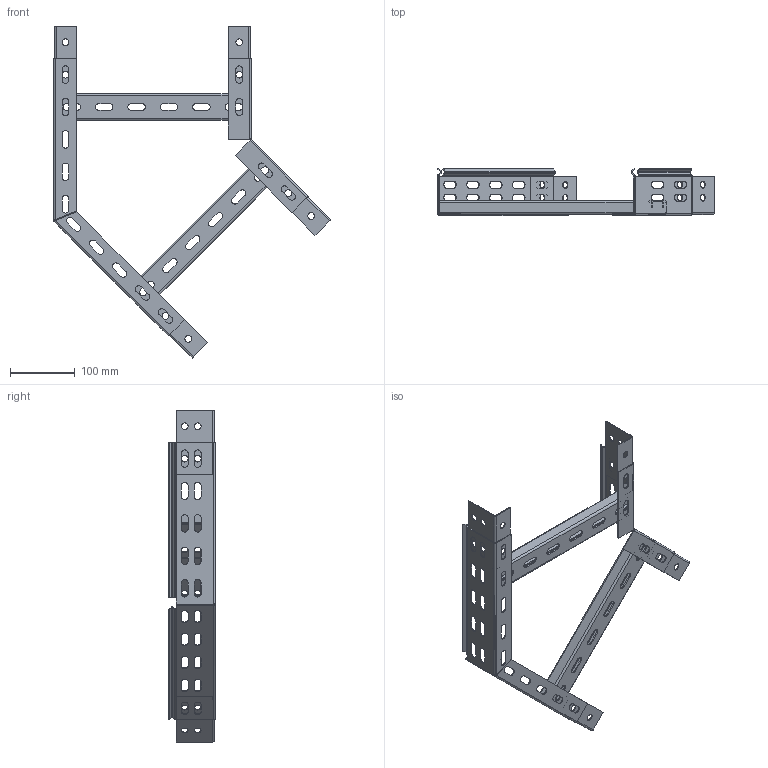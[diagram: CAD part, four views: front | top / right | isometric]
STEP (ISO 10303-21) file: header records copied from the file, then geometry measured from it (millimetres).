
FILE_DESCRIPTION (( 'STEP AP203' ), '1' );
FILE_NAME ('Ñîåäèíèòåëü 45 300 ìì.STEP', '2025-05-20T13:16:19', ( '' ), ( '' ), 'SwSTEP 2.0', 'SolidWorks 2022', '' );
FILE_SCHEMA (( 'CONFIG_CONTROL_DESIGN' ));
Length unit declared in the file: millimetre
Products named in the file (5): С-профиль стальной 300мм; Стенка 45-угла 50х300 внеш ; Стенка 45-угла 50х300 внут; Соединитель Н50; Соединитель 45 300 мм
Assembly tree (8 placements, depth 2):
  Соединитель 45 300 мм
    Стенка 45-угла 50х300 внут
    Стенка 45-угла 50х300 внеш 
    С-профиль стальной 300мм  x2
    Соединитель Н50  x4
Bounding box: 426.81 x 72.5 x 512.13 mm (x, y, z)
Volume: 274259.3 mm3; surface area: 341435.8 mm2
Topology: 8 solids, 8 shells, 611 faces, 1557 edges, 962 vertices
Faces by surface type: plane 335, cylinder 274, bspline 2
Entity records: 14569 total; most frequent: DIRECTION 2479, CARTESIAN_POINT 2439, ORIENTED_EDGE 2334, EDGE_CURVE 1167, AXIS2_PLACEMENT_3D 858, LINE 763, VECTOR 763, VERTEX_POINT 726
